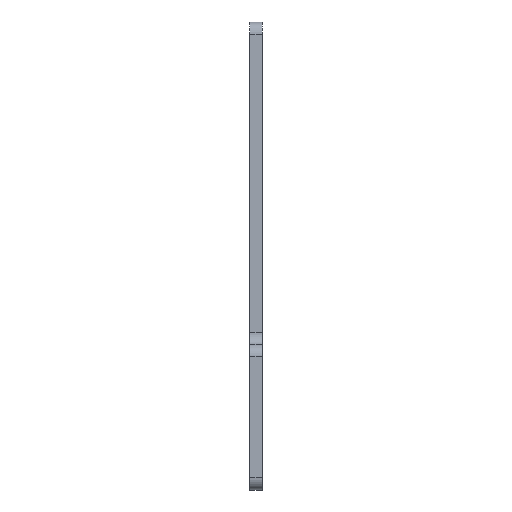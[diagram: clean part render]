
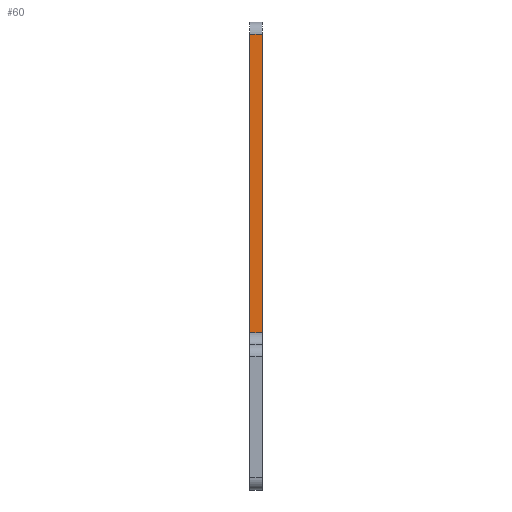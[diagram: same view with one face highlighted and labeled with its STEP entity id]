
A CAD part, left-side view. The second image highlights one B-rep face of the part: STEP entity #60.
In plain terms, the highlighted planar face has unit normal (-1, 0, 0).
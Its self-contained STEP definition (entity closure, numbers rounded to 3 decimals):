
#17 = EDGE_LOOP ( 'NONE', ( #28, #104, #681, #530 ) ) ;
#22 = VECTOR ( 'NONE', #27, 1000. ) ;
#27 = DIRECTION ( 'NONE',  ( 0., -1., 0. ) ) ;
#28 = ORIENTED_EDGE ( 'NONE', *, *, #875, .T. ) ;
#54 = CARTESIAN_POINT ( 'NONE',  ( -18., 0., 21. ) ) ;
#60 = ADVANCED_FACE ( 'NONE', ( #261 ), #844, .T. ) ;
#64 = DIRECTION ( 'NONE',  ( 0., 0., -1. ) ) ;
#101 = VECTOR ( 'NONE', #406, 1000. ) ;
#102 = LINE ( 'NONE', #887, #856 ) ;
#104 = ORIENTED_EDGE ( 'NONE', *, *, #381, .F. ) ;
#114 = VERTEX_POINT ( 'NONE', #54 ) ;
#150 = CARTESIAN_POINT ( 'NONE',  ( -18., 0., 95. ) ) ;
#179 = DIRECTION ( 'NONE',  ( 0., 0., -1. ) ) ;
#201 = CARTESIAN_POINT ( 'NONE',  ( -18., 0., 98. ) ) ;
#206 = LINE ( 'NONE', #201, #101 ) ;
#261 = FACE_OUTER_BOUND ( 'NONE', #17, .T. ) ;
#309 = CARTESIAN_POINT ( 'NONE',  ( -18., 3., 95. ) ) ;
#341 = VERTEX_POINT ( 'NONE', #309 ) ;
#381 = EDGE_CURVE ( 'NONE', #114, #845, #102, .T. ) ;
#406 = DIRECTION ( 'NONE',  ( 0., 0., -1. ) ) ;
#418 = CARTESIAN_POINT ( 'NONE',  ( -18., 3., 21. ) ) ;
#482 = DIRECTION ( 'NONE',  ( -1., 0., 0. ) ) ;
#504 = CARTESIAN_POINT ( 'NONE',  ( -18., 3., 98. ) ) ;
#527 = CARTESIAN_POINT ( 'NONE',  ( -18., 0., 95. ) ) ;
#530 = ORIENTED_EDGE ( 'NONE', *, *, #901, .F. ) ;
#532 = EDGE_CURVE ( 'NONE', #690, #114, #206, .T. ) ;
#646 = VECTOR ( 'NONE', #179, 1000. ) ;
#650 = LINE ( 'NONE', #504, #646 ) ;
#681 = ORIENTED_EDGE ( 'NONE', *, *, #532, .F. ) ;
#690 = VERTEX_POINT ( 'NONE', #150 ) ;
#705 = CARTESIAN_POINT ( 'NONE',  ( -18., 0., 98. ) ) ;
#755 = AXIS2_PLACEMENT_3D ( 'NONE', #705, #482, #64 ) ;
#816 = LINE ( 'NONE', #527, #22 ) ;
#844 = PLANE ( 'NONE',  #755 ) ;
#845 = VERTEX_POINT ( 'NONE', #418 ) ;
#856 = VECTOR ( 'NONE', #892, 1000. ) ;
#875 = EDGE_CURVE ( 'NONE', #341, #845, #650, .T. ) ;
#887 = CARTESIAN_POINT ( 'NONE',  ( -18., 3., 21. ) ) ;
#892 = DIRECTION ( 'NONE',  ( 0., 1., 0. ) ) ;
#901 = EDGE_CURVE ( 'NONE', #341, #690, #816, .T. ) ;
